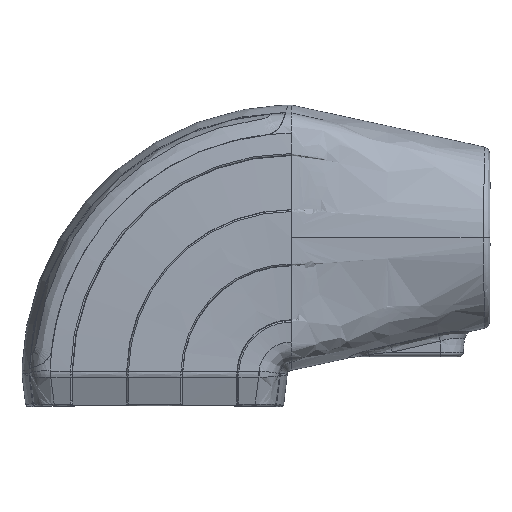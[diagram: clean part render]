
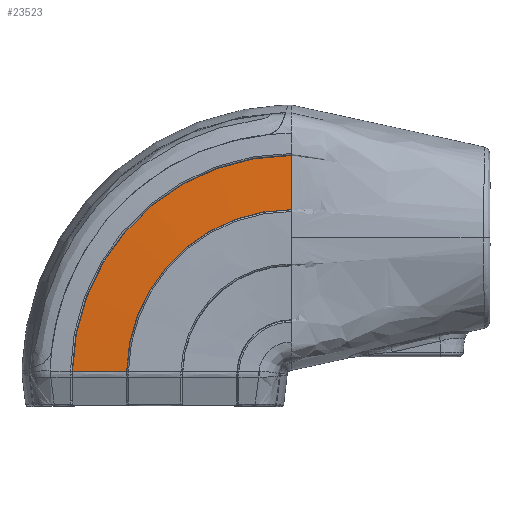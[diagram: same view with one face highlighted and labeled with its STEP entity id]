
A CAD part, left-side view. The second image highlights one B-rep face of the part: STEP entity #23523.
In plain terms, the highlighted free-form (B-spline) face has degree [3, 3] with [10, 4] control points.
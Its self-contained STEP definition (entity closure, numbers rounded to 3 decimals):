
#1061 = CARTESIAN_POINT ( 'NONE',  ( -25.464, -52.996, 211.811 ) ) ;
#1374 = CARTESIAN_POINT ( 'NONE',  ( -26.311, -52.996, 197.554 ) ) ;
#1726 = CARTESIAN_POINT ( 'NONE',  ( -26.311, -52.996, 197.426 ) ) ;
#2077 = EDGE_CURVE ( 'NONE', #39386, #41491, #47472, .T. ) ;
#2702 = CARTESIAN_POINT ( 'NONE',  ( -26.087, -52.996, 203.911 ) ) ;
#2883 = CARTESIAN_POINT ( 'NONE',  ( -25.011, 24.005, 140.708 ) ) ;
#5013 = CARTESIAN_POINT ( 'NONE',  ( -25.865, -52.996, 206.9 ) ) ;
#5180 = CARTESIAN_POINT ( 'NONE',  ( -26.301, -52.996, 197.562 ) ) ;
#5449 = CIRCLE ( 'NONE', #20257, 77.009 ) ;
#5521 = CARTESIAN_POINT ( 'NONE',  ( -26.311, 4.853, 139.886 ) ) ;
#5749 = AXIS2_PLACEMENT_3D ( 'NONE', #12725, #38861, #35260 ) ;
#5857 = CARTESIAN_POINT ( 'NONE',  ( -26.309, -19.215, 197.49 ) ) ;
#6178 = CARTESIAN_POINT ( 'NONE',  ( -26.313, 4.789, 139.886 ) ) ;
#6296 = ORIENTED_EDGE ( 'NONE', *, *, #16728, .T. ) ;
#6495 = CIRCLE ( 'NONE', #5749, 57.977 ) ;
#6501 = CARTESIAN_POINT ( 'NONE',  ( -24.992, -7.965, 216.776 ) ) ;
#6655 = CARTESIAN_POINT ( 'NONE',  ( -25.655, -52.996, 210.257 ) ) ;
#6811 = CARTESIAN_POINT ( 'NONE',  ( -25.005, -8.039, 216.649 ) ) ;
#6973 = CARTESIAN_POINT ( 'NONE',  ( -25.655, 17.684, 139.955 ) ) ;
#8428 = DIRECTION ( 'NONE',  ( 0., 0., -1. ) ) ;
#8748 = DIRECTION ( 'NONE',  ( -1., 0., 0. ) ) ;
#10068 = CARTESIAN_POINT ( 'NONE',  ( -26.307, 4.98, 139.887 ) ) ;
#10392 = CARTESIAN_POINT ( 'NONE',  ( -25.011, -8.076, 216.586 ) ) ;
#10548 = CARTESIAN_POINT ( 'NONE',  ( -24.998, -52.996, 216.713 ) ) ;
#12024 = CARTESIAN_POINT ( 'NONE',  ( -25.011, -52.996, 139.577 ) ) ;
#12676 = CARTESIAN_POINT ( 'NONE',  ( -25.06, -52.996, 216.051 ) ) ;
#12725 = CARTESIAN_POINT ( 'NONE',  ( -26.307, -52.996, 139.577 ) ) ;
#13678 = CARTESIAN_POINT ( 'NONE',  ( -24.992, 24.202, 139.99 ) ) ;
#13843 = CARTESIAN_POINT ( 'NONE',  ( -25.005, -52.996, 216.649 ) ) ;
#14328 = CARTESIAN_POINT ( 'NONE',  ( -24.998, 24.139, 139.99 ) ) ;
#15335 = ORIENTED_EDGE ( 'NONE', *, *, #33945, .T. ) ;
#15513 = CARTESIAN_POINT ( 'NONE',  ( -26.117, 10.449, 140.706 ) ) ;
#15848 = CARTESIAN_POINT ( 'NONE',  ( -26.309, -52.996, 197.776 ) ) ;
#16480 = CARTESIAN_POINT ( 'NONE',  ( -25.01, -52.996, 216.61 ) ) ;
#16728 = EDGE_CURVE ( 'NONE', #37777, #39386, #5449, .T. ) ;
#17150 = CARTESIAN_POINT ( 'NONE',  ( -26.313, 4.609, 173.592 ) ) ;
#17478 = CARTESIAN_POINT ( 'NONE',  ( -25.655, -11.767, 210.257 ) ) ;
#18454 = ORIENTED_EDGE ( 'NONE', *, *, #30909, .F. ) ;
#18633 = CARTESIAN_POINT ( 'NONE',  ( -26.307, 4.97, 140.704 ) ) ;
#19781 = CARTESIAN_POINT ( 'NONE',  ( -26.138, -52.996, 201.603 ) ) ;
#20257 = AXIS2_PLACEMENT_3D ( 'NONE', #12024, #8748, #8428 ) ;
#20763 = CARTESIAN_POINT ( 'NONE',  ( -26.311, -19.252, 197.426 ) ) ;
#21077 = CARTESIAN_POINT ( 'NONE',  ( -26.313, -52.996, 197.363 ) ) ;
#21404 = CARTESIAN_POINT ( 'NONE',  ( -26.307, 4.799, 173.704 ) ) ;
#21558 = CARTESIAN_POINT ( 'NONE',  ( -26.087, 11.337, 139.921 ) ) ;
#21864 = CARTESIAN_POINT ( 'NONE',  ( -24.998, 23.898, 184.983 ) ) ;
#23403 = B_SPLINE_CURVE_WITH_KNOTS ( 'NONE', 3,
 ( #16480, #23954, #34902, #35061, #12676, #38187, #1061, #5013, #19781, #30860, #42607, #15848, #31180, #5180, #1374 ),
 .UNSPECIFIED., .F., .F.,
 ( 4, 1, 1, 1, 1, 1, 1, 1, 1, 1, 1, 1, 4 ),
 ( 0., 0.002, 0.009, 0.024, 0.054, 0.114, 0.59, 0.828, 0.946, 0.976, 0.991, 0.999, 1. ),
 .UNSPECIFIED. ) ;
#23523 = ADVANCED_FACE ( 'NONE', ( #28281 ), #23664, .T. ) ;
#23664 =( BOUNDED_SURFACE ( )  B_SPLINE_SURFACE ( 3, 3, ( 
 ( #21077, #24780, #17150, #6178 ),
 ( #1726, #20763, #27904, #5521 ),
 ( #31673, #5857, #31997, #47047 ),
 ( #25106, #32803, #21404, #10068 ),
 ( #2702, #36218, #47530, #21558 ),
 ( #6655, #17478, #28888, #6973 ),
 ( #43602, #10392, #33124, #43765 ),
 ( #13843, #6811, #36699, #47857 ),
 ( #10548, #36058, #21864, #14328 ),
 ( #44072, #6501, #40137, #13678 ) ),
 .UNSPECIFIED., .F., .F., .F. ) 
 B_SPLINE_SURFACE_WITH_KNOTS ( ( 4, 3, 3, 4 ),
 ( 4, 4 ),
 ( -0.01, 0., 1., 1.01 ),
 ( 0., 1. ),
 .UNSPECIFIED. ) 
 GEOMETRIC_REPRESENTATION_ITEM ( )  RATIONAL_B_SPLINE_SURFACE ( (
 ( 1., 0.806, 0.806, 1.),
 ( 1., 0.806, 0.806, 1.),
 ( 1., 0.806, 0.806, 1.),
 ( 1., 0.806, 0.806, 1.),
 ( 1., 0.806, 0.806, 1.),
 ( 1., 0.806, 0.806, 1.),
 ( 1., 0.806, 0.806, 1.),
 ( 1., 0.806, 0.806, 1.),
 ( 1., 0.806, 0.806, 1.),
 ( 1., 0.806, 0.806, 1.) ) ) 
 REPRESENTATION_ITEM ( '' )  SURFACE ( )  );
#23954 = CARTESIAN_POINT ( 'NONE',  ( -25.008, -52.996, 216.597 ) ) ;
#24780 = CARTESIAN_POINT ( 'NONE',  ( -26.313, -19.289, 197.363 ) ) ;
#25106 = CARTESIAN_POINT ( 'NONE',  ( -26.307, -52.996, 197.553 ) ) ;
#26372 = ORIENTED_EDGE ( 'NONE', *, *, #2077, .T. ) ;
#27904 = CARTESIAN_POINT ( 'NONE',  ( -26.311, 4.672, 173.63 ) ) ;
#28281 = FACE_OUTER_BOUND ( 'NONE', #33419, .T. ) ;
#28888 = CARTESIAN_POINT ( 'NONE',  ( -25.655, 17.463, 181.183 ) ) ;
#30860 = CARTESIAN_POINT ( 'NONE',  ( -26.256, -52.996, 199.147 ) ) ;
#30909 = EDGE_CURVE ( 'NONE', #37777, #34583, #23403, .T. ) ;
#31180 = CARTESIAN_POINT ( 'NONE',  ( -26.294, -52.996, 197.619 ) ) ;
#31673 = CARTESIAN_POINT ( 'NONE',  ( -26.309, -52.996, 197.49 ) ) ;
#31997 = CARTESIAN_POINT ( 'NONE',  ( -26.309, 4.736, 173.667 ) ) ;
#32803 = CARTESIAN_POINT ( 'NONE',  ( -26.307, -19.178, 197.553 ) ) ;
#33124 = CARTESIAN_POINT ( 'NONE',  ( -25.011, 23.772, 184.908 ) ) ;
#33419 = EDGE_LOOP ( 'NONE', ( #18454, #6296, #26372, #15335 ) ) ;
#33588 = CARTESIAN_POINT ( 'NONE',  ( -26.311, -52.996, 197.554 ) ) ;
#33945 = EDGE_CURVE ( 'NONE', #41491, #34583, #6495, .T. ) ;
#34583 = VERTEX_POINT ( 'NONE', #33588 ) ;
#34902 = CARTESIAN_POINT ( 'NONE',  ( -25.006, -52.996, 216.535 ) ) ;
#35061 = CARTESIAN_POINT ( 'NONE',  ( -25.042, -52.996, 216.377 ) ) ;
#35260 = DIRECTION ( 'NONE',  ( 0., 0., -1. ) ) ;
#36058 = CARTESIAN_POINT ( 'NONE',  ( -24.998, -8.002, 216.713 ) ) ;
#36218 = CARTESIAN_POINT ( 'NONE',  ( -26.087, -15.469, 203.911 ) ) ;
#36699 = CARTESIAN_POINT ( 'NONE',  ( -25.005, 23.835, 184.945 ) ) ;
#36952 = CARTESIAN_POINT ( 'NONE',  ( -26.307, 4.97, 140.704 ) ) ;
#37224 = CARTESIAN_POINT ( 'NONE',  ( -25.011, 24.005, 140.708 ) ) ;
#37692 = CARTESIAN_POINT ( 'NONE',  ( -25.743, 16.805, 140.707 ) ) ;
#37777 = VERTEX_POINT ( 'NONE', #48573 ) ;
#38187 = CARTESIAN_POINT ( 'NONE',  ( -25.135, -52.996, 215.389 ) ) ;
#38861 = DIRECTION ( 'NONE',  ( 1., 0., 0. ) ) ;
#39386 = VERTEX_POINT ( 'NONE', #2883 ) ;
#40137 = CARTESIAN_POINT ( 'NONE',  ( -24.992, 23.961, 185.02 ) ) ;
#41491 = VERTEX_POINT ( 'NONE', #36952 ) ;
#42607 = CARTESIAN_POINT ( 'NONE',  ( -26.281, -52.996, 198.103 ) ) ;
#43602 = CARTESIAN_POINT ( 'NONE',  ( -25.011, -52.996, 216.586 ) ) ;
#43765 = CARTESIAN_POINT ( 'NONE',  ( -25.011, 24.013, 139.989 ) ) ;
#44072 = CARTESIAN_POINT ( 'NONE',  ( -24.992, -52.996, 216.776 ) ) ;
#47047 = CARTESIAN_POINT ( 'NONE',  ( -26.309, 4.917, 139.887 ) ) ;
#47472 = B_SPLINE_CURVE_WITH_KNOTS ( 'NONE', 3,
 ( #37224, #37692, #15513, #18633 ),
 .UNSPECIFIED., .F., .F.,
 ( 4, 4 ),
 ( 0., 1. ),
 .UNSPECIFIED. ) ;
#47530 = CARTESIAN_POINT ( 'NONE',  ( -26.087, 11.137, 177.447 ) ) ;
#47857 = CARTESIAN_POINT ( 'NONE',  ( -25.005, 24.076, 139.989 ) ) ;
#48573 = CARTESIAN_POINT ( 'NONE',  ( -25.01, -52.996, 216.61 ) ) ;
